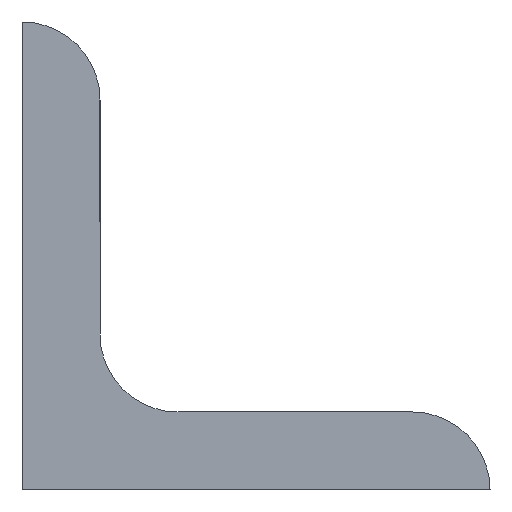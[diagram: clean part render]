
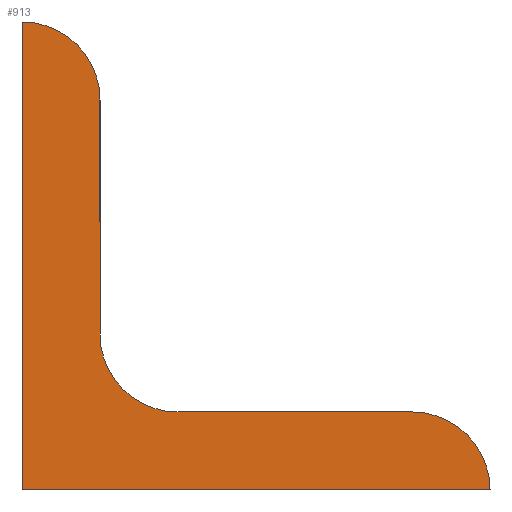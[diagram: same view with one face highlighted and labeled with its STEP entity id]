
A CAD part, left-side view. The second image highlights one B-rep face of the part: STEP entity #913.
In plain terms, the highlighted planar face has unit normal (-1, 0, 0).
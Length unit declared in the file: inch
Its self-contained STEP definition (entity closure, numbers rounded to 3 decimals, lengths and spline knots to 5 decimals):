
#137=CARTESIAN_POINT('',(-2.155,-1.42678,0.17678));
#138=VERTEX_POINT('',#137);
#154=CARTESIAN_POINT('',(-2.155,-1.25,0.25));
#155=VERTEX_POINT('',#154);
#162=CARTESIAN_POINT('',(-2.155,-1.25,0.));
#163=DIRECTION('',(1.0,0.,0.));
#164=DIRECTION('',(0.,-0.707,0.707));
#165=AXIS2_PLACEMENT_3D('',#162,#163,#164);
#166=CIRCLE('',#165,0.25);
#167=EDGE_CURVE('',#155,#138,#166,.T.);
#179=CARTESIAN_POINT('',(-2.155,-0.32322,0.32322));
#180=VERTEX_POINT('',#179);
#196=CARTESIAN_POINT('',(-2.155,-0.25,0.5));
#197=VERTEX_POINT('',#196);
#204=CARTESIAN_POINT('',(-2.155,-0.5,0.5));
#205=DIRECTION('',(-1.0,0.,0.));
#206=DIRECTION('',(0.,0.707,-0.707));
#207=AXIS2_PLACEMENT_3D('',#204,#205,#206);
#208=CIRCLE('',#207,0.25);
#209=EDGE_CURVE('',#197,#180,#208,.T.);
#221=CARTESIAN_POINT('',(-2.155,-0.17678,1.42678));
#222=VERTEX_POINT('',#221);
#238=CARTESIAN_POINT('',(-2.155,0.,1.5));
#239=VERTEX_POINT('',#238);
#246=CARTESIAN_POINT('',(-2.155,0.,1.25));
#247=DIRECTION('',(1.,0.,0.));
#248=DIRECTION('',(0.,-0.707,0.707));
#249=AXIS2_PLACEMENT_3D('',#246,#247,#248);
#250=CIRCLE('',#249,0.25);
#251=EDGE_CURVE('',#239,#222,#250,.T.);
#658=CARTESIAN_POINT('',(-2.155,-0.25,1.25));
#659=VERTEX_POINT('',#658);
#660=CARTESIAN_POINT('',(-2.155,0.,1.25));
#661=DIRECTION('',(1.,0.,0.));
#662=DIRECTION('',(0.,-0.707,0.707));
#663=AXIS2_PLACEMENT_3D('',#660,#661,#662);
#664=CIRCLE('',#663,0.25);
#665=EDGE_CURVE('',#222,#659,#664,.T.);
#690=CARTESIAN_POINT('',(-2.155,-0.25,1.25));
#691=DIRECTION('',(0.0,0.0,-1.0));
#692=VECTOR('',#691,0.75);
#693=LINE('',#690,#692);
#694=EDGE_CURVE('',#659,#197,#693,.T.);
#725=CARTESIAN_POINT('',(-2.155,-0.5,0.25));
#726=VERTEX_POINT('',#725);
#727=CARTESIAN_POINT('',(-2.155,-0.5,0.5));
#728=DIRECTION('',(-1.0,0.,0.));
#729=DIRECTION('',(0.,0.707,-0.707));
#730=AXIS2_PLACEMENT_3D('',#727,#728,#729);
#731=CIRCLE('',#730,0.25);
#732=EDGE_CURVE('',#180,#726,#731,.T.);
#757=CARTESIAN_POINT('',(-2.155,-0.5,0.25));
#758=DIRECTION('',(0.0,-1.0,0.0));
#759=VECTOR('',#758,0.75);
#760=LINE('',#757,#759);
#761=EDGE_CURVE('',#726,#155,#760,.T.);
#792=CARTESIAN_POINT('',(-2.155,-1.5,0.));
#793=VERTEX_POINT('',#792);
#794=CARTESIAN_POINT('',(-2.155,-1.25,0.));
#795=DIRECTION('',(1.0,0.,0.));
#796=DIRECTION('',(0.,-0.707,0.707));
#797=AXIS2_PLACEMENT_3D('',#794,#795,#796);
#798=CIRCLE('',#797,0.25);
#799=EDGE_CURVE('',#138,#793,#798,.T.);
#824=CARTESIAN_POINT('',(-2.155,0.,0.0));
#825=VERTEX_POINT('',#824);
#826=CARTESIAN_POINT('',(-2.155,-1.5,0.));
#827=DIRECTION('',(0.0,1.0,0.0));
#828=VECTOR('',#827,1.5);
#829=LINE('',#826,#828);
#830=EDGE_CURVE('',#793,#825,#829,.T.);
#867=CARTESIAN_POINT('',(-2.155,0.,0.0));
#868=DIRECTION('',(0.0,0.0,1.0));
#869=VECTOR('',#868,1.5);
#870=LINE('',#867,#869);
#871=EDGE_CURVE('',#825,#239,#870,.T.);
#896=CARTESIAN_POINT('',(-2.155,0.,1.5));
#897=DIRECTION('',(-1.0,0.0,0.0));
#898=DIRECTION('',(0.0,0.0,1.0));
#899=AXIS2_PLACEMENT_3D('',#896,#897,#898);
#900=PLANE('',#899);
#901=ORIENTED_EDGE('',*,*,#251,.F.);
#902=ORIENTED_EDGE('',*,*,#871,.F.);
#903=ORIENTED_EDGE('',*,*,#830,.F.);
#904=ORIENTED_EDGE('',*,*,#799,.F.);
#905=ORIENTED_EDGE('',*,*,#167,.F.);
#906=ORIENTED_EDGE('',*,*,#761,.F.);
#907=ORIENTED_EDGE('',*,*,#732,.F.);
#908=ORIENTED_EDGE('',*,*,#209,.F.);
#909=ORIENTED_EDGE('',*,*,#694,.F.);
#910=ORIENTED_EDGE('',*,*,#665,.F.);
#911=EDGE_LOOP('',(#901,#902,#903,#904,#905,#906,#907,#908,#909,#910));
#912=FACE_OUTER_BOUND('',#911,.T.);
#913=ADVANCED_FACE('',(#912),#900,.T.);
